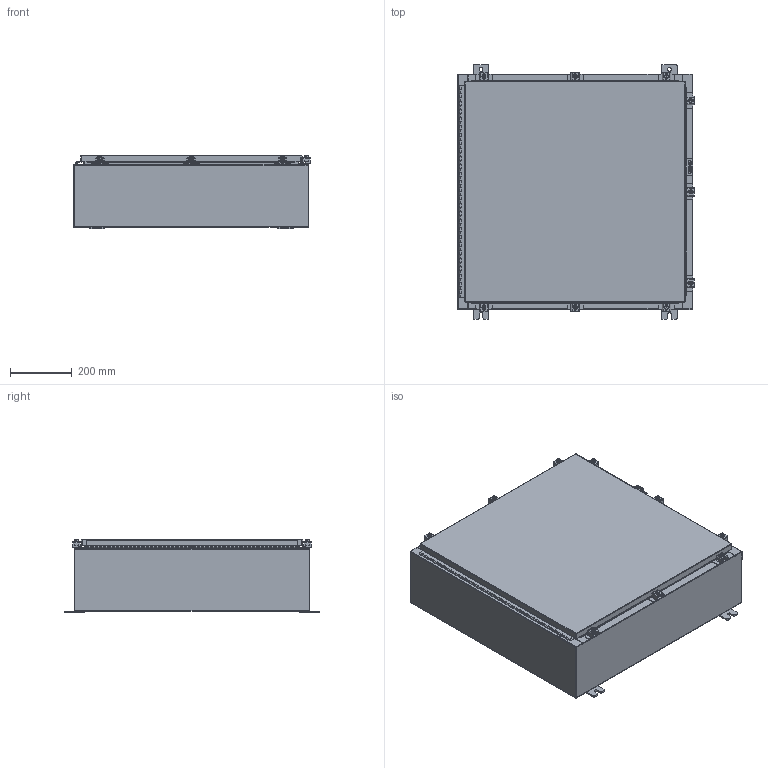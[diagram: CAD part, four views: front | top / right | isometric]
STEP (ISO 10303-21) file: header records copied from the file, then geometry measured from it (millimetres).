
FILE_DESCRIPTION (( 'STEP AP203' ), '1' );
FILE_NAME ('N30H3008SS6WP.STEP', '2014-01-15T19:21:12', ( 'changeme' ), ( 'Microsoft' ), 'SwSTEP 2.0', 'SolidWorks 2013', '' );
FILE_SCHEMA (( 'CONFIG_CONTROL_DESIGN' ));
Length unit declared in the file: inch
Products named in the file (20): N30H3008SS6WP Hinge Cover Side; N30H3008SS6WP Clamp Top; N30H3008SS6WP 125 Pin Hinge; N30H3008SS6WP Clamp Assembly; N30H3008SS6WP Mounting Feet; N30H3008SS6WP Standard Clamps; N30H3008SS6WP Padlock Staple; N30H3008SS6WP Cover; N30H3008SS6WP Padlock Hasp; N30H3008SS6WP Body; N30H3008SS6WP Enclosure Stiffener; N30H3008SS6WP Backpanel; N30H3008SS6WP Bottom; N30H3008SS6WP Clamp Bracket; N30H3008SS6WP Mounting Studs; N30H3008SS6WP Top; N30H3008SS6WP 22101002; N30H3008SS6WP Hinge Enclosure Side2; N30H3008SS6WP; N30H3008SS6WP 22104005_DEFAULT
Assembly tree (34 placements, depth 4):
  N30H3008SS6WP
    N30H3008SS6WP Backpanel
    N30H3008SS6WP Mounting Studs  x4
    N30H3008SS6WP 125 Pin Hinge
      N30H3008SS6WP Hinge Enclosure Side2
      N30H3008SS6WP Hinge Cover Side
    N30H3008SS6WP Mounting Feet  x4
    N30H3008SS6WP Padlock Staple
    N30H3008SS6WP Padlock Hasp
    N30H3008SS6WP Enclosure Stiffener
    N30H3008SS6WP Standard Clamps  x9
      N30H3008SS6WP Clamp Bracket
      N30H3008SS6WP Clamp Assembly
        N30H3008SS6WP 22101002  x2
        N30H3008SS6WP 22104005_DEFAULT
        N30H3008SS6WP Clamp Top
    N30H3008SS6WP Cover
    N30H3008SS6WP Body
    N30H3008SS6WP Bottom
    N30H3008SS6WP Top
Bounding box: 767.35 x 825.5 x 238.47 mm (x, y, z)
Volume: 5340985.2 mm3; surface area: 5245021.2 mm2
Topology: 63 solids, 63 shells, 2262 faces, 5700 edges, 3594 vertices
Faces by surface type: plane 1206, cylinder 936, cone 62, torus 50, bspline 8
Entity records: 38536 total; most frequent: CARTESIAN_POINT 6651, DIRECTION 6400, ORIENTED_EDGE 6008, EDGE_CURVE 3004, AXIS2_PLACEMENT_3D 2215, LINE 1970, VECTOR 1970, VERTEX_POINT 1844
